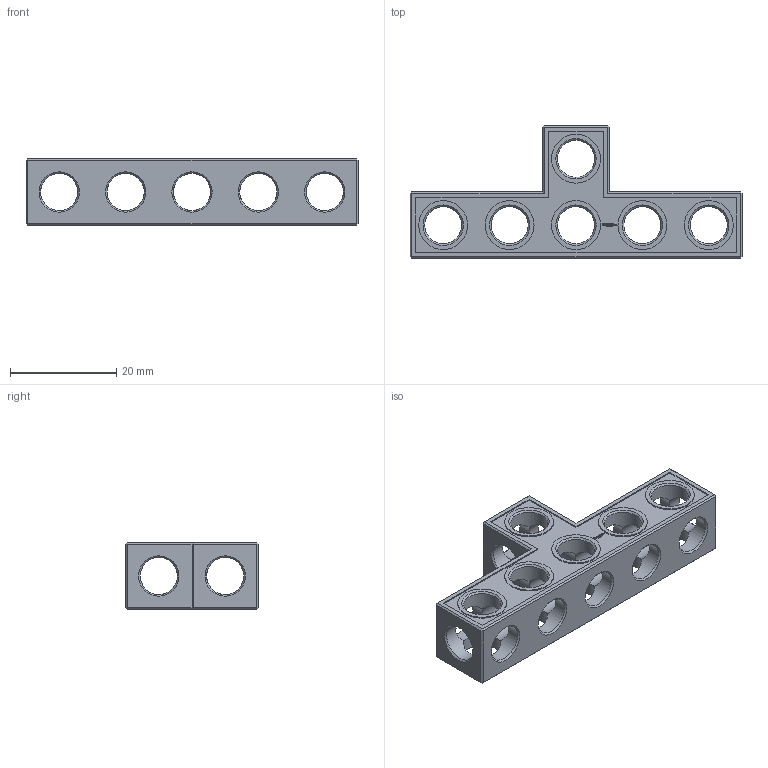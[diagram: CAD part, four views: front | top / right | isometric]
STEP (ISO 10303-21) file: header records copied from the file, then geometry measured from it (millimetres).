
FILE_DESCRIPTION(('FreeCAD Model'),'2;1');
FILE_NAME('Open CASCADE Shape Model','2021-08-07T23:07:10',( 'Paulo Kiefe'),('STEMFIE.org'),'Open CASCADE STEP processor 7.4', 'FreeCAD','Unknown');
FILE_SCHEMA(('AUTOMOTIVE_DESIGN { 1 0 10303 214 1 1 1 1 }'));
Length unit declared in the file: millimetre
Products named in the file (1): Beam_TSH_SYM_ESS_BU05x02x01_-_SPN-BEM-1019_(stemfie.org)
Bounding box: 62.5 x 25 x 12.5 mm (x, y, z)
Volume: 5854.6 mm3; surface area: 5411.8 mm2
Topology: 1 solids, 1 shells, 589 faces, 1666 edges, 1094 vertices
Faces by surface type: plane 384, extrusion 142, cylinder 37, cone 26
Full cylindrical faces by diameter (mm): 7 x31, 9.2 x6
Entity records: 47696 total; most frequent: CARTESIAN_POINT 11655, DIRECTION 5248, VECTOR 3956, LINE 3814, ORIENTED_EDGE 3332, PCURVE 3332, DEFINITIONAL_REPRESENTATION 3332, EDGE_CURVE 1666
